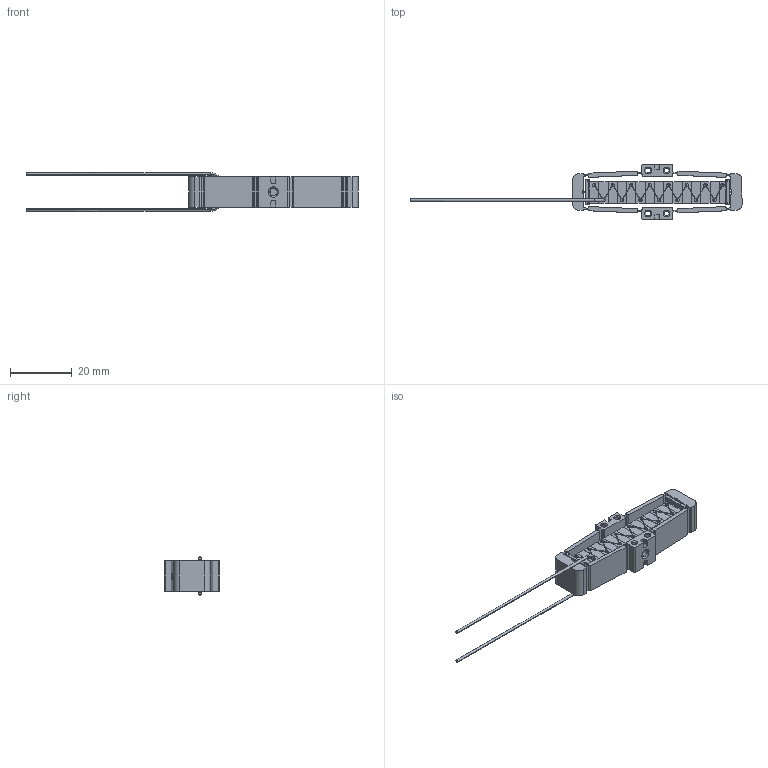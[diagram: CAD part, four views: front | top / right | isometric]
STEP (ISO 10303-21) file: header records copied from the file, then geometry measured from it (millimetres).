
FILE_DESCRIPTION (( 'STEP AP203' ), '1' );
FILE_NAME ('APF705.STEP', '2017-06-16T12:17:58', ( '' ), ( '' ), 'SwSTEP 2.0', 'SolidWorks 2016', '' );
FILE_SCHEMA (( 'CONFIG_CONTROL_DESIGN' ));
Length unit declared in the file: millimetre
Products named in the file (1): APF705
Bounding box: 107.86 x 18 x 12.47 mm (x, y, z)
Surface area: 6158.6 mm2 (no closed solid volume)
Topology: 0 solids, 21 shells, 683 faces, 2617 edges, 1822 vertices
Faces by surface type: plane 311, cylinder 213, bspline 79, sphere 60, cone 20
Entity records: 31339 total; most frequent: CARTESIAN_POINT 10570, ORIENTED_EDGE 4263, DIRECTION 3919, EDGE_CURVE 2617, VERTEX_POINT 1822, VECTOR 1477, LINE 1477, AXIS2_PLACEMENT_3D 1221
